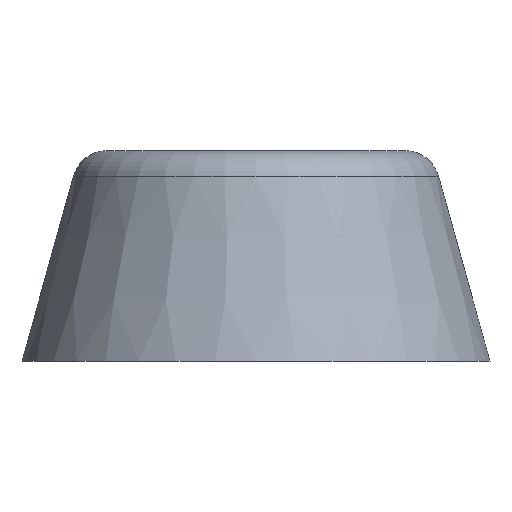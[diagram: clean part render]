
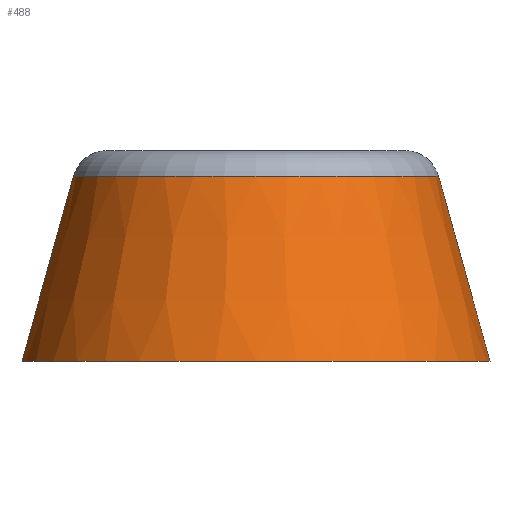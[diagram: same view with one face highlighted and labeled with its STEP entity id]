
A CAD part, front view. The second image highlights one B-rep face of the part: STEP entity #488.
In plain terms, the highlighted conical face has half-angle 15.524 degrees and reference radius 7.5 mm.
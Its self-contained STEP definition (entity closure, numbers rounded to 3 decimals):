
#51 = ORIENTED_EDGE ( 'NONE', *, *, #59, .T. ) ;
#55 = EDGE_CURVE ( 'NONE', #97, #139, #65, .T. ) ;
#59 = EDGE_CURVE ( 'NONE', #97, #510, #314, .T. ) ;
#65 = LINE ( 'NONE', #308, #603 ) ;
#71 = DIRECTION ( 'NONE',  ( 0.268, 0., 0.964 ) ) ;
#93 = AXIS2_PLACEMENT_3D ( 'NONE', #294, #531, #178 ) ;
#97 = VERTEX_POINT ( 'NONE', #289 ) ;
#106 = VERTEX_POINT ( 'NONE', #212 ) ;
#109 = EDGE_CURVE ( 'NONE', #106, #139, #152, .T. ) ;
#139 = VERTEX_POINT ( 'NONE', #250 ) ;
#152 = CIRCLE ( 'NONE', #418, 10. ) ;
#178 = DIRECTION ( 'NONE',  ( -1., 0., 0. ) ) ;
#186 = ORIENTED_EDGE ( 'NONE', *, *, #663, .T. ) ;
#212 = CARTESIAN_POINT ( 'NONE',  ( -10., 0., 9. ) ) ;
#216 = DIRECTION ( 'NONE',  ( 1., 0., 0. ) ) ;
#233 = AXIS2_PLACEMENT_3D ( 'NONE', #465, #440, #216 ) ;
#237 = CARTESIAN_POINT ( 'NONE',  ( -7.5, 0., 0. ) ) ;
#242 = VECTOR ( 'NONE', #265, 1000. ) ;
#250 = CARTESIAN_POINT ( 'NONE',  ( 10., 0., 9. ) ) ;
#265 = DIRECTION ( 'NONE',  ( -0.268, 0., 0.964 ) ) ;
#289 = CARTESIAN_POINT ( 'NONE',  ( 7.805, 0., 1.099 ) ) ;
#294 = CARTESIAN_POINT ( 'NONE',  ( 0., 0., 1.099 ) ) ;
#308 = CARTESIAN_POINT ( 'NONE',  ( 7.5, 0., 0. ) ) ;
#314 = CIRCLE ( 'NONE', #93, 7.805 ) ;
#365 = ORIENTED_EDGE ( 'NONE', *, *, #55, .F. ) ;
#370 = DIRECTION ( 'NONE',  ( -1., 0., 0. ) ) ;
#371 = LINE ( 'NONE', #237, #242 ) ;
#418 = AXIS2_PLACEMENT_3D ( 'NONE', #464, #494, #370 ) ;
#420 = FACE_OUTER_BOUND ( 'NONE', #525, .T. ) ;
#430 = ORIENTED_EDGE ( 'NONE', *, *, #109, .T. ) ;
#440 = DIRECTION ( 'NONE',  ( 0., 0., 1. ) ) ;
#464 = CARTESIAN_POINT ( 'NONE',  ( 0., 0., 9. ) ) ;
#465 = CARTESIAN_POINT ( 'NONE',  ( 0., 0., 0. ) ) ;
#488 = ADVANCED_FACE ( 'NONE', ( #420 ), #552, .T. ) ;
#494 = DIRECTION ( 'NONE',  ( 0., 0., -1. ) ) ;
#510 = VERTEX_POINT ( 'NONE', #569 ) ;
#525 = EDGE_LOOP ( 'NONE', ( #51, #186, #430, #365 ) ) ;
#531 = DIRECTION ( 'NONE',  ( 0., 0., 1. ) ) ;
#552 = CONICAL_SURFACE ( 'NONE', #233, 7.5, 0.271 ) ;
#569 = CARTESIAN_POINT ( 'NONE',  ( -7.805, 0., 1.099 ) ) ;
#603 = VECTOR ( 'NONE', #71, 1000. ) ;
#663 = EDGE_CURVE ( 'NONE', #510, #106, #371, .T. ) ;
